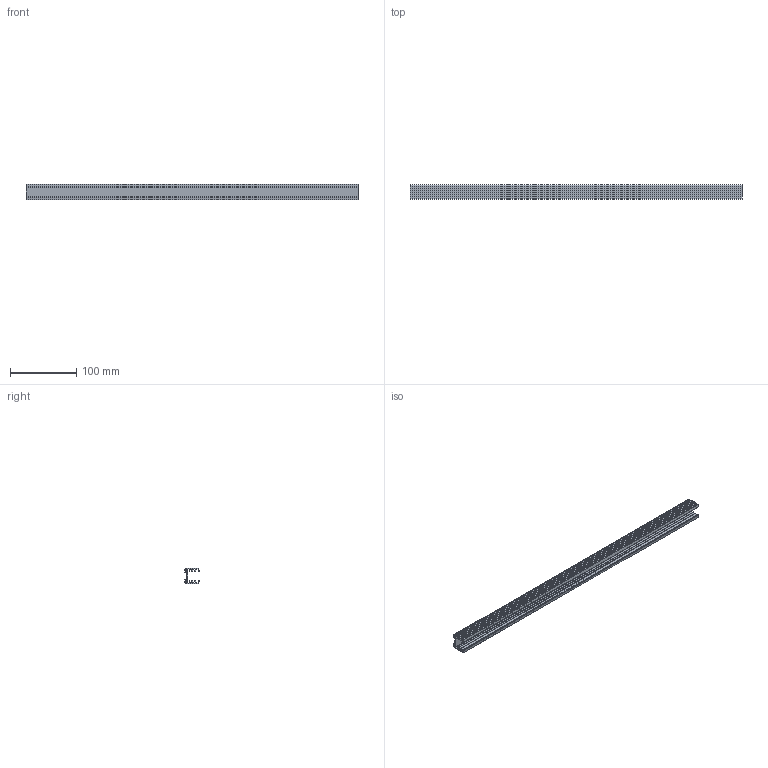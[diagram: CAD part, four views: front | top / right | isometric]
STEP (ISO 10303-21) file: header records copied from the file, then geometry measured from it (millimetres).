
FILE_DESCRIPTION (( 'STEP AP214' ), '1' );
FILE_NAME ('A19_5042-216.STEP', '2021-03-08T15:25:19', ( '' ), ( '' ), 'SwSTEP 2.0', 'SolidWorks 2019', '' );
FILE_SCHEMA (( 'AUTOMOTIVE_DESIGN' ));
Length unit declared in the file: millimetre
Products named in the file (1): A19_5042-216
Bounding box: 500 x 21.5 x 24 mm (x, y, z)
Volume: 71481.6 mm3; surface area: 100003.8 mm2
Topology: 1 solids, 1 shells, 126 faces, 372 edges, 248 vertices
Faces by surface type: plane 92, cylinder 34
Entity records: 4226 total; most frequent: CARTESIAN_POINT 747, ORIENTED_EDGE 744, DIRECTION 694, EDGE_CURVE 372, LINE 304, VECTOR 304, VERTEX_POINT 248, AXIS2_PLACEMENT_3D 195
